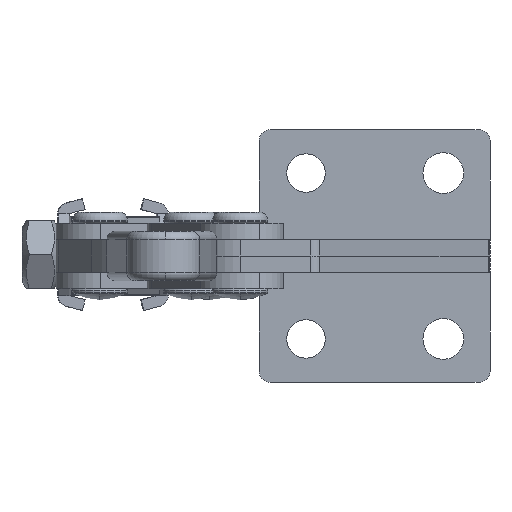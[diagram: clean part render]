
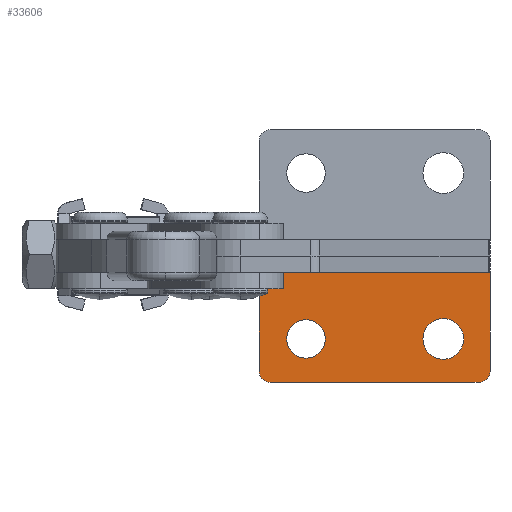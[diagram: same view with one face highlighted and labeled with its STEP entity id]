
A CAD part, left-side view. The second image highlights one B-rep face of the part: STEP entity #33606.
In plain terms, the highlighted planar face has unit normal (-1, 0, 0).
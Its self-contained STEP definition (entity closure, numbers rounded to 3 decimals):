
#12560 = CARTESIAN_POINT ( 'NONE',  ( -3., 0., 0. ) ) ;
#15215 = CIRCLE ( 'NONE', #15225, 3.7 ) ;
#15219 = CARTESIAN_POINT ( 'NONE',  ( -3., 33.5, -12.1 ) ) ;
#15220 = CARTESIAN_POINT ( 'NONE',  ( -3., 33.5, -15.6 ) ) ;
#15221 = CARTESIAN_POINT ( 'NONE',  ( -3., 33.5, -8.6 ) ) ;
#15222 = CARTESIAN_POINT ( 'NONE',  ( -3., 8.5, -15.8 ) ) ;
#15225 = AXIS2_PLACEMENT_3D ( 'NONE', #15250, #15237, #15236 ) ;
#15231 = DIRECTION ( 'NONE',  ( 0., 0., -1. ) ) ;
#15232 = CIRCLE ( 'NONE', #15235, 3.5 ) ;
#15235 = AXIS2_PLACEMENT_3D ( 'NONE', #15219, #15240, #15231 ) ;
#15236 = DIRECTION ( 'NONE',  ( 0., 0., -1. ) ) ;
#15237 = DIRECTION ( 'NONE',  ( 1., 0., 0. ) ) ;
#15240 = DIRECTION ( 'NONE',  ( 1., 0., 0. ) ) ;
#15241 = CARTESIAN_POINT ( 'NONE',  ( -3., 8.5, -8.4 ) ) ;
#15250 = CARTESIAN_POINT ( 'NONE',  ( -3., 8.5, -12.1 ) ) ;
#15283 = CARTESIAN_POINT ( 'NONE',  ( -3., 42., 0. ) ) ;
#15368 = LINE ( 'NONE', #15406, #15405 ) ;
#15404 = DIRECTION ( 'NONE',  ( 0., 1., 0. ) ) ;
#15405 = VECTOR ( 'NONE', #15404, 1000. ) ;
#15406 = CARTESIAN_POINT ( 'NONE',  ( -3., 2., 0. ) ) ;
#15557 = DIRECTION ( 'NONE',  ( 0., 0., -1. ) ) ;
#15558 = VECTOR ( 'NONE', #15557, 1000. ) ;
#15569 = CARTESIAN_POINT ( 'NONE',  ( -3., 0., 3. ) ) ;
#15570 = LINE ( 'NONE', #15569, #15558 ) ;
#15571 = CARTESIAN_POINT ( 'NONE',  ( -3., 0., -18. ) ) ;
#15608 = CARTESIAN_POINT ( 'NONE',  ( -3., 42., -18. ) ) ;
#15611 = DIRECTION ( 'NONE',  ( 0., 0., 1. ) ) ;
#15612 = VECTOR ( 'NONE', #15611, 1000. ) ;
#15613 = CARTESIAN_POINT ( 'NONE',  ( -3., 42., 3. ) ) ;
#15628 = LINE ( 'NONE', #15613, #15612 ) ;
#15633 = PLANE ( 'NONE',  #15688 ) ;
#15634 = FACE_BOUND ( 'NONE', #33620, .T. ) ;
#15663 = DIRECTION ( 'NONE',  ( 0., 0., -1. ) ) ;
#15664 = DIRECTION ( 'NONE',  ( 1., 0., 0. ) ) ;
#15665 = CARTESIAN_POINT ( 'NONE',  ( -3., 33.5, -12.1 ) ) ;
#15666 = CARTESIAN_POINT ( 'NONE',  ( -3., 8.5, -12.1 ) ) ;
#15668 = DIRECTION ( 'NONE',  ( 0., 0., -1. ) ) ;
#15669 = DIRECTION ( 'NONE',  ( 1., 0., 0. ) ) ;
#15670 = CIRCLE ( 'NONE', #15673, 3.5 ) ;
#15671 = CARTESIAN_POINT ( 'NONE',  ( -3., 40., -20. ) ) ;
#15673 = AXIS2_PLACEMENT_3D ( 'NONE', #15665, #15664, #15663 ) ;
#15681 = CARTESIAN_POINT ( 'NONE',  ( -3., 2., -18. ) ) ;
#15682 = FACE_BOUND ( 'NONE', #33603, .T. ) ;
#15688 = AXIS2_PLACEMENT_3D ( 'NONE', #15681, #15669, #15668 ) ;
#15693 = FACE_OUTER_BOUND ( 'NONE', #33624, .T. ) ;
#15716 = DIRECTION ( 'NONE',  ( 0., 0., -1. ) ) ;
#15717 = DIRECTION ( 'NONE',  ( 1., 0., 0. ) ) ;
#15718 = AXIS2_PLACEMENT_3D ( 'NONE', #15666, #15717, #15716 ) ;
#15726 = CIRCLE ( 'NONE', #15718, 3.7 ) ;
#15728 = VECTOR ( 'NONE', #15764, 1000. ) ;
#15736 = LINE ( 'NONE', #15739, #15728 ) ;
#15739 = CARTESIAN_POINT ( 'NONE',  ( -3., 40., -20. ) ) ;
#15764 = DIRECTION ( 'NONE',  ( 0., 1., 0. ) ) ;
#15768 = DIRECTION ( 'NONE',  ( 0., 0., 1. ) ) ;
#15769 = DIRECTION ( 'NONE',  ( 1., 0., 0. ) ) ;
#15770 = CARTESIAN_POINT ( 'NONE',  ( -3., 40., -18. ) ) ;
#15771 = AXIS2_PLACEMENT_3D ( 'NONE', #15770, #15769, #15768 ) ;
#15773 = CIRCLE ( 'NONE', #15771, 2. ) ;
#15776 = CARTESIAN_POINT ( 'NONE',  ( -3., 2., -20. ) ) ;
#15780 = DIRECTION ( 'NONE',  ( 0., 0., -1. ) ) ;
#15781 = DIRECTION ( 'NONE',  ( 1., 0., 0. ) ) ;
#15782 = CARTESIAN_POINT ( 'NONE',  ( -3., 2., -18. ) ) ;
#15783 = AXIS2_PLACEMENT_3D ( 'NONE', #15782, #15781, #15780 ) ;
#15784 = CIRCLE ( 'NONE', #15783, 2. ) ;
#33303 = VERTEX_POINT ( 'NONE', #15222 ) ;
#33304 = VERTEX_POINT ( 'NONE', #15221 ) ;
#33305 = VERTEX_POINT ( 'NONE', #15220 ) ;
#33312 = EDGE_CURVE ( 'NONE', #33313, #33303, #15215, .T. ) ;
#33313 = VERTEX_POINT ( 'NONE', #15241 ) ;
#33320 = EDGE_CURVE ( 'NONE', #33304, #33305, #15232, .T. ) ;
#33356 = VERTEX_POINT ( 'NONE', #15283 ) ;
#33404 = VERTEX_POINT ( 'NONE', #12560 ) ;
#33430 = EDGE_CURVE ( 'NONE', #33404, #33356, #15368, .T. ) ;
#33509 = EDGE_CURVE ( 'NONE', #33404, #33518, #15570, .T. ) ;
#33518 = VERTEX_POINT ( 'NONE', #15571 ) ;
#33550 = EDGE_CURVE ( 'NONE', #33555, #33356, #15628, .T. ) ;
#33555 = VERTEX_POINT ( 'NONE', #15608 ) ;
#33597 = ORIENTED_EDGE ( 'NONE', *, *, #33312, .T. ) ;
#33603 = EDGE_LOOP ( 'NONE', ( #33622, #33597 ) ) ;
#33606 = ADVANCED_FACE ( 'NONE', ( #15682, #15634, #15693 ), #15633, .F. ) ;
#33607 = ORIENTED_EDGE ( 'NONE', *, *, #33608, .T. ) ;
#33608 = EDGE_CURVE ( 'NONE', #33305, #33304, #15670, .T. ) ;
#33609 = ORIENTED_EDGE ( 'NONE', *, *, #33509, .F. ) ;
#33610 = VERTEX_POINT ( 'NONE', #15671 ) ;
#33617 = EDGE_CURVE ( 'NONE', #33303, #33313, #15726, .T. ) ;
#33620 = EDGE_LOOP ( 'NONE', ( #33607, #33669 ) ) ;
#33622 = ORIENTED_EDGE ( 'NONE', *, *, #33617, .T. ) ;
#33624 = EDGE_LOOP ( 'NONE', ( #33609, #33672, #33670, #33675, #33671, #33663 ) ) ;
#33662 = EDGE_CURVE ( 'NONE', #33518, #33668, #15784, .T. ) ;
#33663 = ORIENTED_EDGE ( 'NONE', *, *, #33662, .F. ) ;
#33668 = VERTEX_POINT ( 'NONE', #15776 ) ;
#33669 = ORIENTED_EDGE ( 'NONE', *, *, #33320, .T. ) ;
#33670 = ORIENTED_EDGE ( 'NONE', *, *, #33550, .F. ) ;
#33671 = ORIENTED_EDGE ( 'NONE', *, *, #33676, .F. ) ;
#33672 = ORIENTED_EDGE ( 'NONE', *, *, #33430, .T. ) ;
#33673 = EDGE_CURVE ( 'NONE', #33610, #33555, #15773, .T. ) ;
#33675 = ORIENTED_EDGE ( 'NONE', *, *, #33673, .F. ) ;
#33676 = EDGE_CURVE ( 'NONE', #33668, #33610, #15736, .T. ) ;
